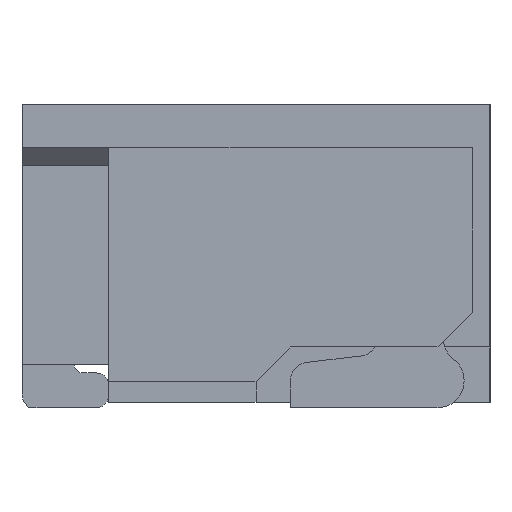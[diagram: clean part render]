
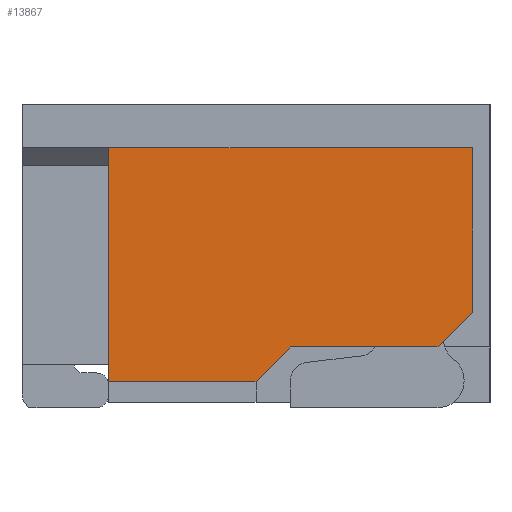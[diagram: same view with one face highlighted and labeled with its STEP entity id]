
A CAD part, left-side view. The second image highlights one B-rep face of the part: STEP entity #13867.
In plain terms, the highlighted planar face has unit normal (-1, 0, 0).
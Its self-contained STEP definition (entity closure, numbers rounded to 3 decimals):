
#3372=DIRECTION('',(0.,0.,-1.));
#3373=VECTOR('',#3372,1.35);
#3374=CARTESIAN_POINT('',(-3.5,-0.5,1.47));
#3375=LINE('8768',#3374,#3373);
#3376=DIRECTION('',(0.,0.,1.));
#3377=VECTOR('',#3376,0.95);
#3378=CARTESIAN_POINT('',(-3.5,-2.6,0.52));
#3379=LINE('8904',#3378,#3377);
#3380=DIRECTION('',(0.,0.707,-0.707));
#3381=VECTOR('',#3380,0.283);
#3382=CARTESIAN_POINT('',(-3.5,-2.6,0.52));
#3383=LINE('8899',#3382,#3381);
#3384=DIRECTION('',(0.,-1.,0.));
#3385=VECTOR('',#3384,0.85);
#3386=CARTESIAN_POINT('',(-3.5,-1.55,0.32));
#3387=LINE('8878',#3386,#3385);
#3388=DIRECTION('',(0.,0.707,-0.707));
#3389=VECTOR('',#3388,0.283);
#3390=CARTESIAN_POINT('',(-3.5,-1.55,0.32));
#3391=LINE('8906',#3390,#3389);
#3404=DIRECTION('',(0.,1.,0.));
#3405=VECTOR('',#3404,2.1);
#3406=CARTESIAN_POINT('',(-3.5,-2.6,1.47));
#3407=LINE('8907',#3406,#3405);
#3532=DIRECTION('',(0.,1.,0.));
#3533=VECTOR('',#3532,0.85);
#3534=CARTESIAN_POINT('',(-3.5,-1.35,0.12));
#3535=LINE('8905',#3534,#3533);
#7695=CARTESIAN_POINT('',(-3.5,-0.5,1.47));
#7696=VERTEX_POINT('',#7695);
#7697=CARTESIAN_POINT('',(-3.5,-0.5,0.12));
#7698=VERTEX_POINT('',#7697);
#7819=CARTESIAN_POINT('',(-3.5,-2.4,0.32));
#7820=VERTEX_POINT('',#7819);
#7821=CARTESIAN_POINT('',(-3.5,-1.55,0.32));
#7822=VERTEX_POINT('',#7821);
#7849=CARTESIAN_POINT('',(-3.5,-2.6,0.52));
#7850=VERTEX_POINT('',#7849);
#7853=CARTESIAN_POINT('',(-3.5,-2.6,1.47));
#7854=VERTEX_POINT('',#7853);
#7855=CARTESIAN_POINT('',(-3.5,-1.35,0.12));
#7856=VERTEX_POINT('',#7855);
#13849=CARTESIAN_POINT('',(-3.5,-1.55,0.795));
#13850=DIRECTION('',(1.,0.,0.));
#13851=DIRECTION('',(0.,0.,-1.));
#13852=AXIS2_PLACEMENT_3D('',#13849,#13850,#13851);
#13853=PLANE('8263',#13852);
#13854=ORIENTED_EDGE('8768',*,*,#12049,.F.);
#13856=ORIENTED_EDGE('8907',*,*,#13855,.F.);
#13858=ORIENTED_EDGE('8904',*,*,#13857,.F.);
#13859=ORIENTED_EDGE('8899',*,*,#13842,.T.);
#13860=ORIENTED_EDGE('8878',*,*,#13336,.F.);
#13862=ORIENTED_EDGE('8906',*,*,#13861,.T.);
#13864=ORIENTED_EDGE('8905',*,*,#13863,.T.);
#13865=EDGE_LOOP('8263',(#13854,#13856,#13858,#13859,#13860,#13862,#13864));
#13866=FACE_OUTER_BOUND('8263',#13865,.F.);
#13867=ADVANCED_FACE('8263',(#13866),#13853,.F.);
#12049=EDGE_CURVE('8768',#7696,#7698,#3375,.T.);
#13336=EDGE_CURVE('8878',#7822,#7820,#3387,.T.);
#13842=EDGE_CURVE('8899',#7850,#7820,#3383,.T.);
#13855=EDGE_CURVE('8907',#7854,#7696,#3407,.T.);
#13857=EDGE_CURVE('8904',#7850,#7854,#3379,.T.);
#13861=EDGE_CURVE('8906',#7822,#7856,#3391,.T.);
#13863=EDGE_CURVE('8905',#7856,#7698,#3535,.T.);
